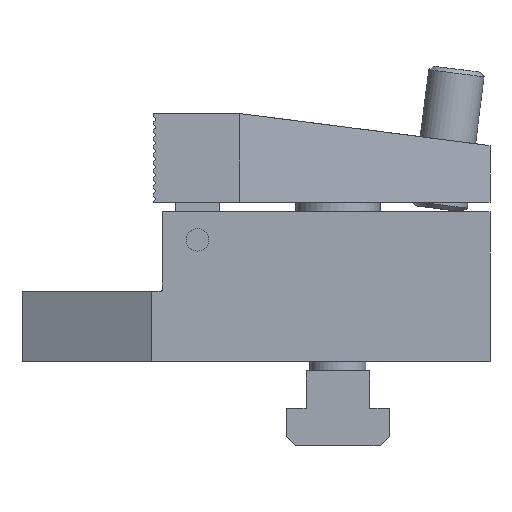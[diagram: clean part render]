
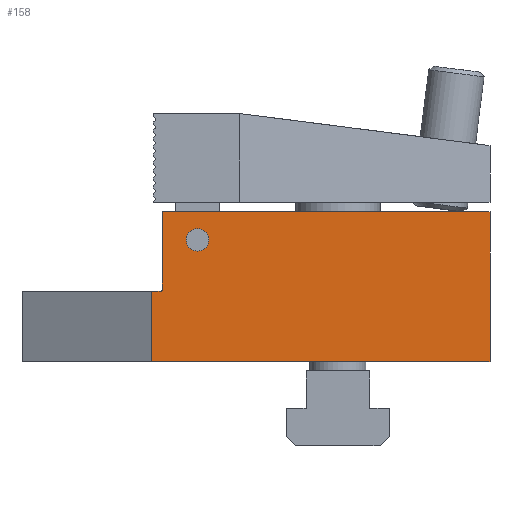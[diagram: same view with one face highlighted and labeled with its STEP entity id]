
A CAD part, front view. The second image highlights one B-rep face of the part: STEP entity #158.
In plain terms, the highlighted planar face has unit normal (0, -1, 0).
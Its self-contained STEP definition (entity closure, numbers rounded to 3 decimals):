
#158=ADVANCED_FACE('',(#335,#336),#337,.T.);
#335=FACE_BOUND('',#666,.T.);
#336=FACE_OUTER_BOUND('',#667,.T.);
#337=PLANE('',#668);
#666=EDGE_LOOP('',(#1088,#1089));
#667=EDGE_LOOP('',(#1090,#1091,#1092,#1093,#1094,#1095,#1096));
#668=AXIS2_PLACEMENT_3D('',#1097,#1098,#1099);
#1088=ORIENTED_EDGE('',*,*,#2264,.T.);
#1089=ORIENTED_EDGE('',*,*,#2221,.T.);
#1090=ORIENTED_EDGE('',*,*,#2261,.T.);
#1091=ORIENTED_EDGE('',*,*,#2252,.F.);
#1092=ORIENTED_EDGE('',*,*,#2265,.T.);
#1093=ORIENTED_EDGE('',*,*,#2266,.T.);
#1094=ORIENTED_EDGE('',*,*,#2267,.F.);
#1095=ORIENTED_EDGE('',*,*,#2268,.F.);
#1096=ORIENTED_EDGE('',*,*,#2255,.F.);
#1097=CARTESIAN_POINT('',(32.5,-24.0,0.0));
#1098=DIRECTION('',(0.0,-1.0,0.0));
#1099=DIRECTION('',(0.0,0.0,-1.0));
#2221=EDGE_CURVE('',#2618,#2622,#2624,.T.);
#2252=EDGE_CURVE('',#2675,#2666,#2677,.T.);
#2255=EDGE_CURVE('',#2680,#2682,#2683,.T.);
#2261=EDGE_CURVE('',#2680,#2666,#2692,.T.);
#2264=EDGE_CURVE('',#2622,#2618,#2695,.T.);
#2265=EDGE_CURVE('',#2675,#2696,#2697,.T.);
#2266=EDGE_CURVE('',#2696,#2698,#2699,.T.);
#2267=EDGE_CURVE('',#2700,#2698,#2701,.T.);
#2268=EDGE_CURVE('',#2682,#2700,#2702,.T.);
#2618=VERTEX_POINT('',#3272);
#2622=VERTEX_POINT('',#3277);
#2624=CIRCLE('',#3280,2.4);
#2666=VERTEX_POINT('',#3332);
#2675=VERTEX_POINT('',#3345);
#2677=LINE('',#3348,#3349);
#2680=VERTEX_POINT('',#3352);
#2682=VERTEX_POINT('',#3355);
#2683=LINE('',#3356,#3357);
#2692=LINE('',#3371,#3372);
#2695=CIRCLE('',#3377,2.4);
#2696=VERTEX_POINT('',#3378);
#2697=LINE('',#3379,#3380);
#2698=VERTEX_POINT('',#3381);
#2699=LINE('',#3382,#3383);
#2700=VERTEX_POINT('',#3384);
#2701=LINE('',#3385,#3386);
#2702=CIRCLE('',#3387,0.5);
#3272=CARTESIAN_POINT('',(-27.6,-24.0,10.0));
#3277=CARTESIAN_POINT('',(-32.4,-24.0,10.0));
#3280=AXIS2_PLACEMENT_3D('',#4318,#4319,#4320);
#3332=CARTESIAN_POINT('',(-39.787,-24.0,-16.0));
#3345=CARTESIAN_POINT('',(32.5,-24.0,-16.0));
#3348=CARTESIAN_POINT('',(-42.5,-24.0,-16.0));
#3349=VECTOR('',#4381,10.0);
#3352=CARTESIAN_POINT('',(-39.787,-24.0,-1.));
#3355=CARTESIAN_POINT('',(-38.0,-24.0,-1.));
#3356=CARTESIAN_POINT('',(-27.75,-24.0,-1.));
#3357=VECTOR('',#4386,10.0);
#3371=CARTESIAN_POINT('',(-39.787,-24.0,-8.));
#3372=VECTOR('',#4392,10.0);
#3377=AXIS2_PLACEMENT_3D('',#4395,#4396,#4397);
#3378=CARTESIAN_POINT('',(32.5,-24.0,16.0));
#3379=CARTESIAN_POINT('',(32.5,-24.0,0.0));
#3380=VECTOR('',#4398,16.0);
#3381=CARTESIAN_POINT('',(-37.5,-24.0,16.0));
#3382=CARTESIAN_POINT('',(32.5,-24.0,16.0));
#3383=VECTOR('',#4399,70.0);
#3384=CARTESIAN_POINT('',(-37.5,-24.0,-0.5));
#3385=CARTESIAN_POINT('',(-37.5,-24.0,0.0));
#3386=VECTOR('',#4400,16.0);
#3387=AXIS2_PLACEMENT_3D('',#4401,#4402,#4403);
#4318=CARTESIAN_POINT('',(-30.0,-24.0,10.0));
#4319=DIRECTION('',(-0.0,1.0,0.0));
#4320=DIRECTION('',(1.0,0.0,0.0));
#4381=DIRECTION('',(-1.0,0.0,0.));
#4386=DIRECTION('',(1.0,0.0,0.));
#4392=DIRECTION('',(0.,-0.0,-1.0));
#4395=CARTESIAN_POINT('',(-30.0,-24.0,10.0));
#4396=DIRECTION('',(-0.0,1.0,0.0));
#4397=DIRECTION('',(1.0,0.0,0.0));
#4398=DIRECTION('',(0.0,0.0,1.0));
#4399=DIRECTION('',(-1.0,0.0,0.0));
#4400=DIRECTION('',(0.0,0.0,1.0));
#4401=CARTESIAN_POINT('',(-38.0,-24.0,-0.5));
#4402=DIRECTION('',(0.0,-1.0,0.0));
#4403=DIRECTION('',(-1.0,0.0,0.0));
